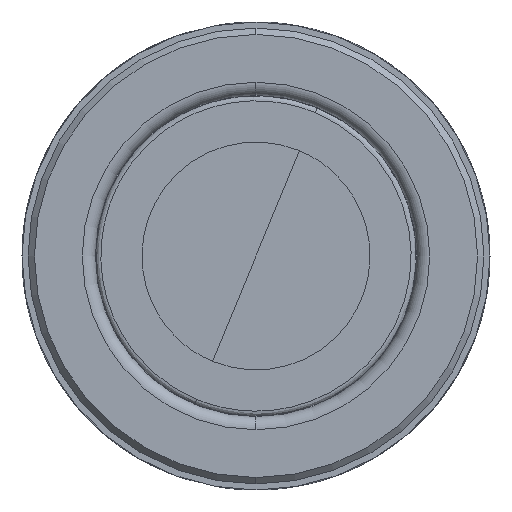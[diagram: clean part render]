
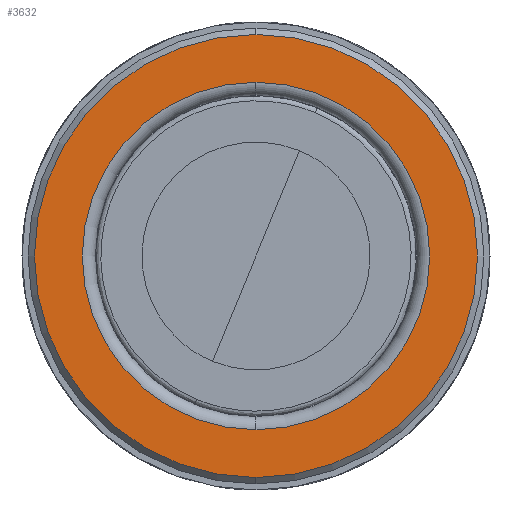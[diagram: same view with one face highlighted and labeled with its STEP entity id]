
A CAD part, left-side view. The second image highlights one B-rep face of the part: STEP entity #3632.
In plain terms, the highlighted planar face has unit normal (-1, 0, 0).
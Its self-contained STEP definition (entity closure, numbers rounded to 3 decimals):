
#422 = CIRCLE ( 'NONE', #10261, 4.373 ) ;
#724 = EDGE_CURVE ( 'NONE', #10591, #4846, #6192, .T. ) ;
#1084 = AXIS2_PLACEMENT_3D ( 'NONE', #1374, #13628, #14863 ) ;
#1374 = CARTESIAN_POINT ( 'NONE',  ( -5.08, 0., 0. ) ) ;
#1432 = EDGE_LOOP ( 'NONE', ( #3328, #2605 ) ) ;
#1766 = DIRECTION ( 'NONE',  ( 0., 0., -1. ) ) ;
#2116 = CARTESIAN_POINT ( 'NONE',  ( -5.08, 0., 0. ) ) ;
#2141 = AXIS2_PLACEMENT_3D ( 'NONE', #13453, #10986, #8549 ) ;
#2605 = ORIENTED_EDGE ( 'NONE', *, *, #15452, .T. ) ;
#2688 = CIRCLE ( 'NONE', #13135, 3.429 ) ;
#3023 = DIRECTION ( 'NONE',  ( -1., 0., 0. ) ) ;
#3328 = ORIENTED_EDGE ( 'NONE', *, *, #12701, .T. ) ;
#3359 = DIRECTION ( 'NONE',  ( 1., 0., 0. ) ) ;
#3394 = PLANE ( 'NONE',  #15152 ) ;
#3446 = FACE_BOUND ( 'NONE', #10010, .T. ) ;
#3472 = CARTESIAN_POINT ( 'NONE',  ( -5.08, 0., -4.373 ) ) ;
#3632 = ADVANCED_FACE ( 'NONE', ( #3446, #9731 ), #3394, .F. ) ;
#4423 = EDGE_CURVE ( 'NONE', #4846, #10591, #2688, .T. ) ;
#4846 = VERTEX_POINT ( 'NONE', #14137 ) ;
#5123 = ORIENTED_EDGE ( 'NONE', *, *, #724, .T. ) ;
#6192 = CIRCLE ( 'NONE', #2141, 3.429 ) ;
#7195 = CARTESIAN_POINT ( 'NONE',  ( -5.08, 4.5, 0. ) ) ;
#8434 = CIRCLE ( 'NONE', #1084, 4.373 ) ;
#8549 = DIRECTION ( 'NONE',  ( 0., 0., -1. ) ) ;
#9731 = FACE_OUTER_BOUND ( 'NONE', #1432, .T. ) ;
#10010 = EDGE_LOOP ( 'NONE', ( #5123, #14625 ) ) ;
#10261 = AXIS2_PLACEMENT_3D ( 'NONE', #10421, #3023, #1766 ) ;
#10421 = CARTESIAN_POINT ( 'NONE',  ( -5.08, 0., 0. ) ) ;
#10591 = VERTEX_POINT ( 'NONE', #14049 ) ;
#10887 = CARTESIAN_POINT ( 'NONE',  ( -5.08, 0., 4.373 ) ) ;
#10986 = DIRECTION ( 'NONE',  ( 1., 0., 0. ) ) ;
#11892 = DIRECTION ( 'NONE',  ( 0., 0., -1. ) ) ;
#11928 = DIRECTION ( 'NONE',  ( 1., 0., 0. ) ) ;
#11949 = VERTEX_POINT ( 'NONE', #10887 ) ;
#12701 = EDGE_CURVE ( 'NONE', #13256, #11949, #422, .T. ) ;
#13135 = AXIS2_PLACEMENT_3D ( 'NONE', #2116, #3359, #11892 ) ;
#13175 = DIRECTION ( 'NONE',  ( 0., 0., -1. ) ) ;
#13256 = VERTEX_POINT ( 'NONE', #3472 ) ;
#13453 = CARTESIAN_POINT ( 'NONE',  ( -5.08, 0., 0. ) ) ;
#13628 = DIRECTION ( 'NONE',  ( -1., 0., 0. ) ) ;
#14049 = CARTESIAN_POINT ( 'NONE',  ( -5.08, 0., -3.429 ) ) ;
#14137 = CARTESIAN_POINT ( 'NONE',  ( -5.08, 0., 3.429 ) ) ;
#14625 = ORIENTED_EDGE ( 'NONE', *, *, #4423, .T. ) ;
#14863 = DIRECTION ( 'NONE',  ( 0., 0., -1. ) ) ;
#15152 = AXIS2_PLACEMENT_3D ( 'NONE', #7195, #11928, #13175 ) ;
#15452 = EDGE_CURVE ( 'NONE', #11949, #13256, #8434, .T. ) ;
